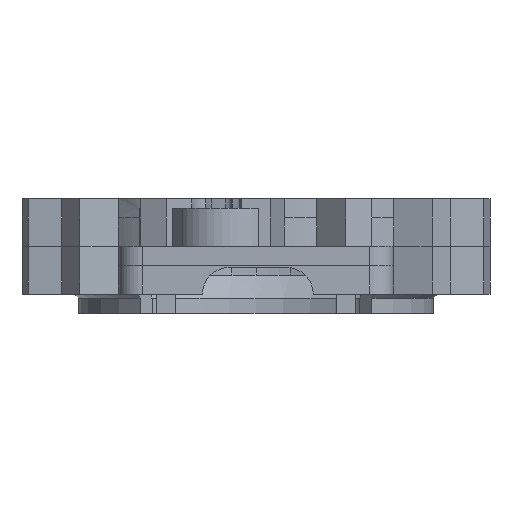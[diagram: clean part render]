
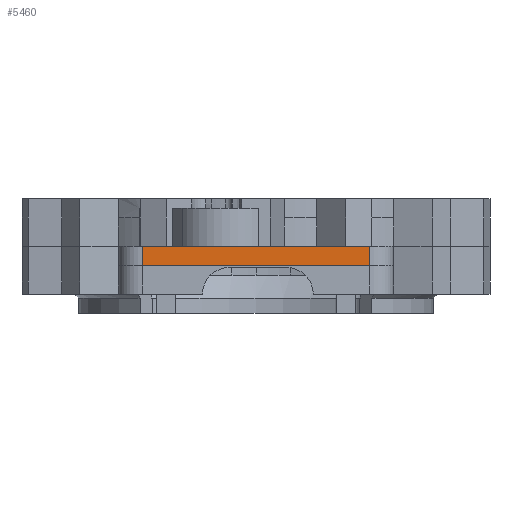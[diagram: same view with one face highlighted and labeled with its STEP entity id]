
A CAD part, left-side view. The second image highlights one B-rep face of the part: STEP entity #5460.
In plain terms, the highlighted planar face has unit normal (-1, 0, 0).
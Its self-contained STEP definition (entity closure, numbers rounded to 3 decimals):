
#159 = PLANE('',#160);
#160 = AXIS2_PLACEMENT_3D('',#161,#162,#163);
#161 = CARTESIAN_POINT('',(0.,36.576,0.));
#162 = DIRECTION('',(1.,0.,0.));
#163 = DIRECTION('',(0.,-1.,0.));
#1528 = VERTEX_POINT('',#1529);
#1529 = CARTESIAN_POINT('',(0.,3.175,3.81));
#1565 = CYLINDRICAL_SURFACE('',#1566,3.175);
#1566 = AXIS2_PLACEMENT_3D('',#1567,#1568,#1569);
#1567 = CARTESIAN_POINT('',(3.175,3.175,3.81));
#1568 = DIRECTION('',(0.,0.,1.));
#1569 = DIRECTION('',(0.,-1.,0.));
#1681 = PLANE('',#1682);
#1682 = AXIS2_PLACEMENT_3D('',#1683,#1684,#1685);
#1683 = CARTESIAN_POINT('',(40.256,18.288,6.35));
#1684 = DIRECTION('',(0.,0.,1.));
#1685 = DIRECTION('',(0.,1.,0.));
#1719 = VERTEX_POINT('',#1720);
#1720 = CARTESIAN_POINT('',(0.,33.401,3.81));
#1741 = EDGE_CURVE('',#1719,#1528,#1742,.T.);
#1742 = SURFACE_CURVE('',#1743,(#1747,#1754),.PCURVE_S1.);
#1743 = LINE('',#1744,#1745);
#1744 = CARTESIAN_POINT('',(0.,36.576,3.81));
#1745 = VECTOR('',#1746,1.);
#1746 = DIRECTION('',(0.,-1.,0.));
#1747 = PCURVE('',#159,#1748);
#1748 = DEFINITIONAL_REPRESENTATION('',(#1749),#1753);
#1749 = LINE('',#1750,#1751);
#1750 = CARTESIAN_POINT('',(0.,-3.81));
#1751 = VECTOR('',#1752,1.);
#1752 = DIRECTION('',(1.,0.));
#1753 = ( GEOMETRIC_REPRESENTATION_CONTEXT(2) 
PARAMETRIC_REPRESENTATION_CONTEXT() REPRESENTATION_CONTEXT('2D SPACE',''
  ) );
#1754 = PCURVE('',#1755,#1760);
#1755 = PLANE('',#1756);
#1756 = AXIS2_PLACEMENT_3D('',#1757,#1758,#1759);
#1757 = CARTESIAN_POINT('',(0.,36.576,3.81));
#1758 = DIRECTION('',(1.,0.,0.));
#1759 = DIRECTION('',(0.,-1.,0.));
#1760 = DEFINITIONAL_REPRESENTATION('',(#1761),#1765);
#1761 = LINE('',#1762,#1763);
#1762 = CARTESIAN_POINT('',(0.,0.));
#1763 = VECTOR('',#1764,1.);
#1764 = DIRECTION('',(1.,0.));
#1765 = ( GEOMETRIC_REPRESENTATION_CONTEXT(2) 
PARAMETRIC_REPRESENTATION_CONTEXT() REPRESENTATION_CONTEXT('2D SPACE',''
  ) );
#1893 = CYLINDRICAL_SURFACE('',#1894,3.175);
#1894 = AXIS2_PLACEMENT_3D('',#1895,#1896,#1897);
#1895 = CARTESIAN_POINT('',(3.175,33.401,3.81));
#1896 = DIRECTION('',(0.,0.,1.));
#1897 = DIRECTION('',(-1.,0.,0.));
#4796 = EDGE_CURVE('',#1528,#4797,#4799,.T.);
#4797 = VERTEX_POINT('',#4798);
#4798 = CARTESIAN_POINT('',(0.,3.175,6.35));
#4799 = SURFACE_CURVE('',#4800,(#4804,#4811),.PCURVE_S1.);
#4800 = LINE('',#4801,#4802);
#4801 = CARTESIAN_POINT('',(0.,3.175,3.81));
#4802 = VECTOR('',#4803,1.);
#4803 = DIRECTION('',(0.,0.,1.));
#4804 = PCURVE('',#1565,#4805);
#4805 = DEFINITIONAL_REPRESENTATION('',(#4806),#4810);
#4806 = LINE('',#4807,#4808);
#4807 = CARTESIAN_POINT('',(-1.571,0.));
#4808 = VECTOR('',#4809,1.);
#4809 = DIRECTION('',(-0.,1.));
#4810 = ( GEOMETRIC_REPRESENTATION_CONTEXT(2) 
PARAMETRIC_REPRESENTATION_CONTEXT() REPRESENTATION_CONTEXT('2D SPACE',''
  ) );
#4811 = PCURVE('',#1755,#4812);
#4812 = DEFINITIONAL_REPRESENTATION('',(#4813),#4817);
#4813 = LINE('',#4814,#4815);
#4814 = CARTESIAN_POINT('',(33.401,0.));
#4815 = VECTOR('',#4816,1.);
#4816 = DIRECTION('',(0.,-1.));
#4817 = ( GEOMETRIC_REPRESENTATION_CONTEXT(2) 
PARAMETRIC_REPRESENTATION_CONTEXT() REPRESENTATION_CONTEXT('2D SPACE',''
  ) );
#5412 = VERTEX_POINT('',#5413);
#5413 = CARTESIAN_POINT('',(0.,33.401,6.35));
#5439 = EDGE_CURVE('',#5412,#4797,#5440,.T.);
#5440 = SURFACE_CURVE('',#5441,(#5445,#5452),.PCURVE_S1.);
#5441 = LINE('',#5442,#5443);
#5442 = CARTESIAN_POINT('',(0.,36.576,6.35));
#5443 = VECTOR('',#5444,1.);
#5444 = DIRECTION('',(0.,-1.,0.));
#5445 = PCURVE('',#1681,#5446);
#5446 = DEFINITIONAL_REPRESENTATION('',(#5447),#5451);
#5447 = LINE('',#5448,#5449);
#5448 = CARTESIAN_POINT('',(18.288,40.256));
#5449 = VECTOR('',#5450,1.);
#5450 = DIRECTION('',(-1.,0.));
#5451 = ( GEOMETRIC_REPRESENTATION_CONTEXT(2) 
PARAMETRIC_REPRESENTATION_CONTEXT() REPRESENTATION_CONTEXT('2D SPACE',''
  ) );
#5452 = PCURVE('',#1755,#5453);
#5453 = DEFINITIONAL_REPRESENTATION('',(#5454),#5458);
#5454 = LINE('',#5455,#5456);
#5455 = CARTESIAN_POINT('',(0.,-2.54));
#5456 = VECTOR('',#5457,1.);
#5457 = DIRECTION('',(1.,0.));
#5458 = ( GEOMETRIC_REPRESENTATION_CONTEXT(2) 
PARAMETRIC_REPRESENTATION_CONTEXT() REPRESENTATION_CONTEXT('2D SPACE',''
  ) );
#5460 = ADVANCED_FACE('',(#5461),#1755,.F.);
#5461 = FACE_BOUND('',#5462,.F.);
#5462 = EDGE_LOOP('',(#5463,#5464,#5485,#5486));
#5463 = ORIENTED_EDGE('',*,*,#1741,.F.);
#5464 = ORIENTED_EDGE('',*,*,#5465,.T.);
#5465 = EDGE_CURVE('',#1719,#5412,#5466,.T.);
#5466 = SURFACE_CURVE('',#5467,(#5471,#5478),.PCURVE_S1.);
#5467 = LINE('',#5468,#5469);
#5468 = CARTESIAN_POINT('',(0.,33.401,3.81));
#5469 = VECTOR('',#5470,1.);
#5470 = DIRECTION('',(0.,0.,1.));
#5471 = PCURVE('',#1755,#5472);
#5472 = DEFINITIONAL_REPRESENTATION('',(#5473),#5477);
#5473 = LINE('',#5474,#5475);
#5474 = CARTESIAN_POINT('',(3.175,0.));
#5475 = VECTOR('',#5476,1.);
#5476 = DIRECTION('',(0.,-1.));
#5477 = ( GEOMETRIC_REPRESENTATION_CONTEXT(2) 
PARAMETRIC_REPRESENTATION_CONTEXT() REPRESENTATION_CONTEXT('2D SPACE',''
  ) );
#5478 = PCURVE('',#1893,#5479);
#5479 = DEFINITIONAL_REPRESENTATION('',(#5480),#5484);
#5480 = LINE('',#5481,#5482);
#5481 = CARTESIAN_POINT('',(-0.,0.));
#5482 = VECTOR('',#5483,1.);
#5483 = DIRECTION('',(-0.,1.));
#5484 = ( GEOMETRIC_REPRESENTATION_CONTEXT(2) 
PARAMETRIC_REPRESENTATION_CONTEXT() REPRESENTATION_CONTEXT('2D SPACE',''
  ) );
#5485 = ORIENTED_EDGE('',*,*,#5439,.T.);
#5486 = ORIENTED_EDGE('',*,*,#4796,.F.);
